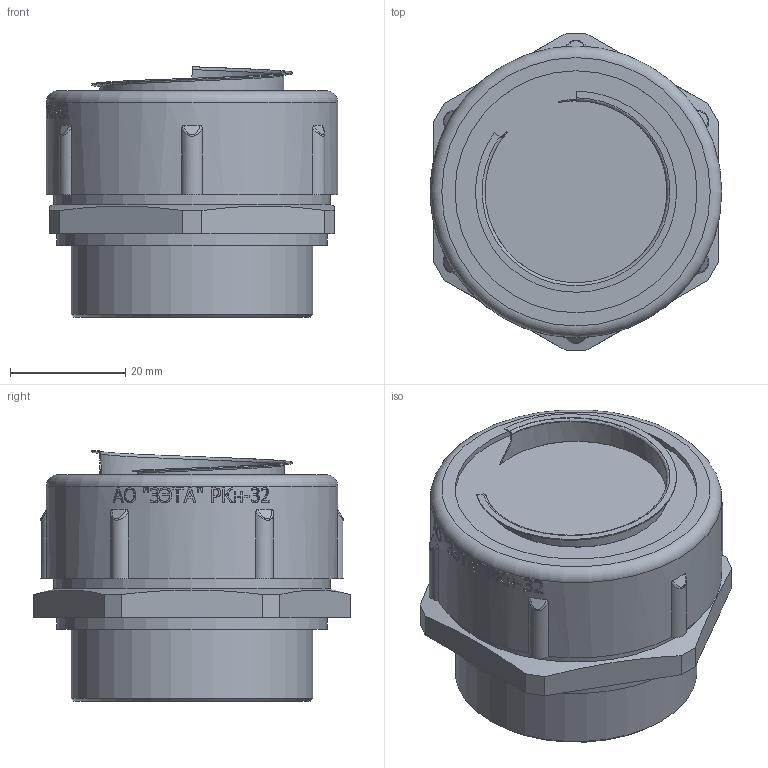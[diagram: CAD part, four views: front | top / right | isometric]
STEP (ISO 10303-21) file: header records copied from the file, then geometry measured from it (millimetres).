
FILE_DESCRIPTION(/* description */ (''),/* implementation_level */ '2;1');
FILE_NAME(/* name */ 'РКН -32.stp',/* time_stamp */ '2019-04-29T12:26:23+07:00',/* author */ ('zeta-09'),/* organization */ (''),/* preprocessor_version */ 'ST-DEVELOPER v17',/* originating_system */ 'Autodesk Inventor 2019',/* authorisation */ '');
FILE_SCHEMA (('AUTOMOTIVE_DESIGN { 1 0 10303 214 3 1 1 }'));
Length unit declared in the file: millimetre
Products named in the file (1): РКН -10
Bounding box: 50.6 x 55.04 x 43.5 mm (x, y, z)
Volume: 64821.8 mm3; surface area: 11785.8 mm2
Topology: 1 solids, 1 shells, 274 faces, 747 edges, 500 vertices
Faces by surface type: bspline 116, plane 111, cylinder 37, cone 9, torus 1
Full cylindrical faces by diameter (mm): 38 x1, 42 x2, 47 x1, 48 x1, 50.6 x1
Entity records: 12262 total; most frequent: CARTESIAN_POINT 5941, ORIENTED_EDGE 1494, DIRECTION 972, EDGE_CURVE 747, VERTEX_POINT 500, AXIS2_PLACEMENT_3D 326, LINE 320, VECTOR 320
